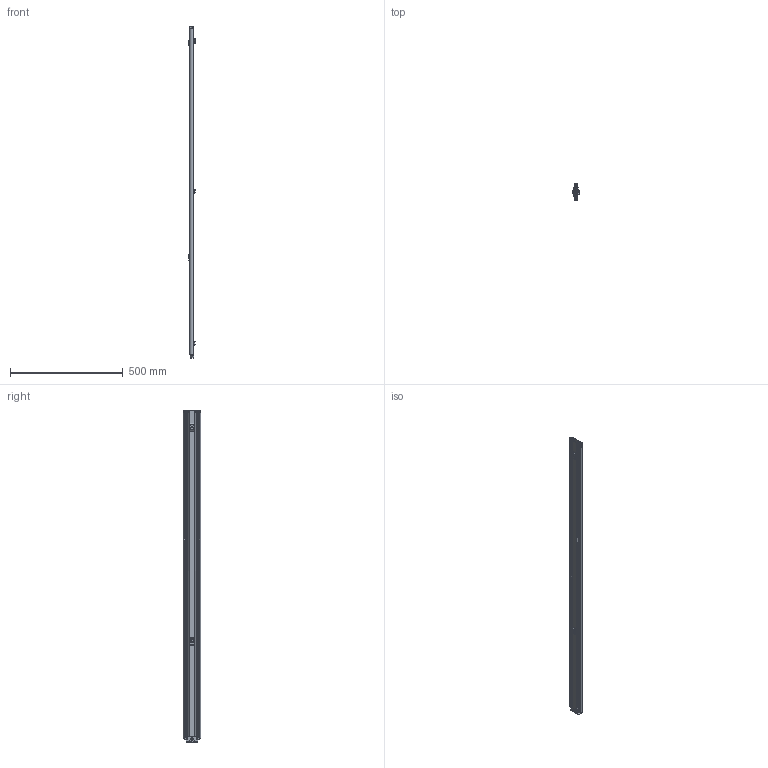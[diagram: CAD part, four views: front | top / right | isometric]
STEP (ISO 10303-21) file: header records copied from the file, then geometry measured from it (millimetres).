
FILE_DESCRIPTION (( 'STEP AP214' ), '1' );
FILE_NAME ('FR_5400_SMT.1473mm_58inch_1,5_closed_right.STEP', '2022-10-27T07:35:14', ( '' ), ( '' ), 'SwSTEP 2.0', 'SolidWorks 2020', '' );
FILE_SCHEMA (( 'AUTOMOTIVE_DESIGN' ));
Length unit declared in the file: millimetre
Products named in the file (8): 5400.XXX-03.T114_NL 58; 5400.XXX-02.T114_NL 58; FR_5400_SMT.1473mm_58inch_1,5_closed_right; 5400 Stop; 5400.XXX-01.T114 RIGHT_NL 58
Assembly tree (7 placements, depth 3):
  FR_5400_SMT.1473mm_58inch_1,5_closed_right
    5400.XXX-01.T114 RIGHT_NL 58
      5400.XXX-01.T114 RIGHT_NL 58
    5400.XXX-03.T114_NL 58
      5400.XXX-03.T114_NL 58
    5400.XXX-02.T114_NL 58
      5400.XXX-02.T114_NL 58
      5400 Stop
Bounding box: 29.79 x 76.19 x 1473.2 mm (x, y, z)
Volume: 953120 mm3; surface area: 806306.5 mm2
Topology: 4 solids, 4 shells, 621 faces, 1634 edges, 1006 vertices
Faces by surface type: plane 384, cylinder 216, bspline 21
Entity records: 19475 total; most frequent: CARTESIAN_POINT 3867, ORIENTED_EDGE 3268, DIRECTION 3182, EDGE_CURVE 1634, LINE 1136, VECTOR 1136, AXIS2_PLACEMENT_3D 1023, VERTEX_POINT 1006
